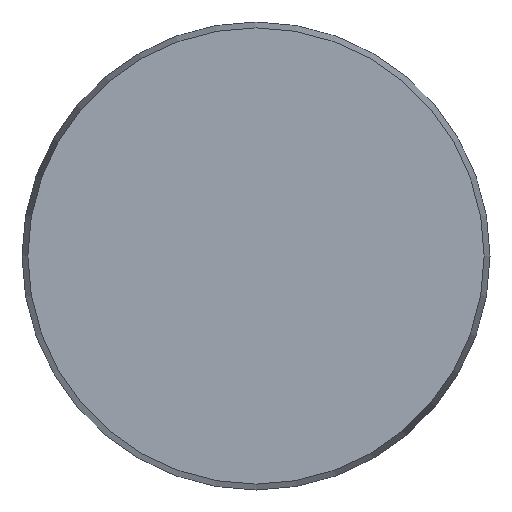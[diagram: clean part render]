
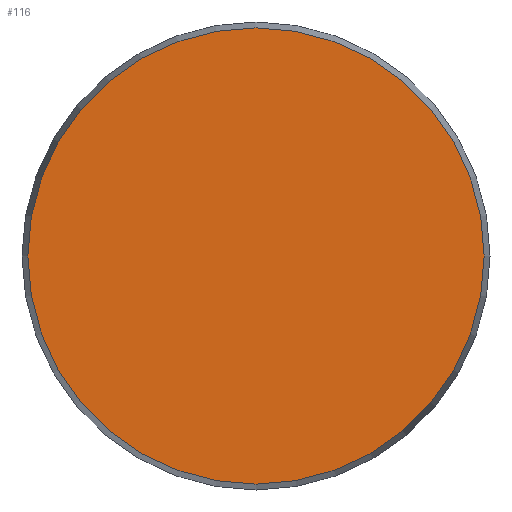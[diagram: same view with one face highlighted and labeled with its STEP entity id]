
A CAD part, front view. The second image highlights one B-rep face of the part: STEP entity #116.
In plain terms, the highlighted planar face has unit normal (0, -1, 0).
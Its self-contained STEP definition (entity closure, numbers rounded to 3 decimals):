
#116 = ADVANCED_FACE( '', ( #257 ), #258, .F. );
#257 = FACE_OUTER_BOUND( '', #418, .T. );
#258 = PLANE( '', #419 );
#418 = EDGE_LOOP( '', ( #752 ) );
#419 = AXIS2_PLACEMENT_3D( '', #753, #754, #755 );
#752 = ORIENTED_EDGE( '', *, *, #994, .T. );
#753 = CARTESIAN_POINT( '', ( 58.5, 0., 0. ) );
#754 = DIRECTION( '', ( 0., 1., 0. ) );
#755 = DIRECTION( '', ( 0., 0., 1. ) );
#994 = EDGE_CURVE( '', #1176, #1176, #1177, .T. );
#1176 = VERTEX_POINT( '', #1523 );
#1177 = CIRCLE( '', #1524, 58.5 );
#1523 = CARTESIAN_POINT( '', ( 0., 0., -58.5 ) );
#1524 = AXIS2_PLACEMENT_3D( '', #1706, #1707, #1708 );
#1706 = CARTESIAN_POINT( '', ( 0., 0., 0. ) );
#1707 = DIRECTION( '', ( 0., -1., 0. ) );
#1708 = DIRECTION( '', ( 0., 0., -1. ) );
